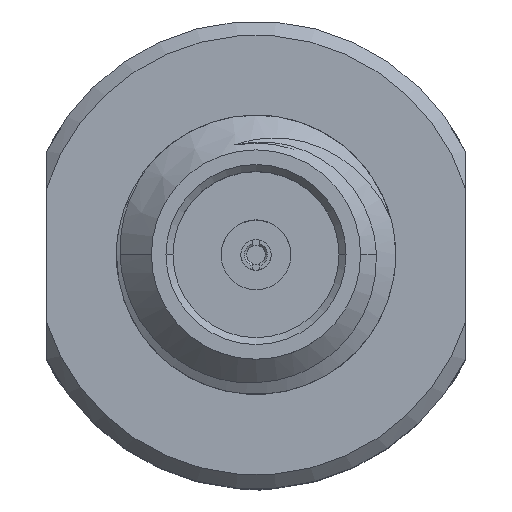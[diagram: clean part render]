
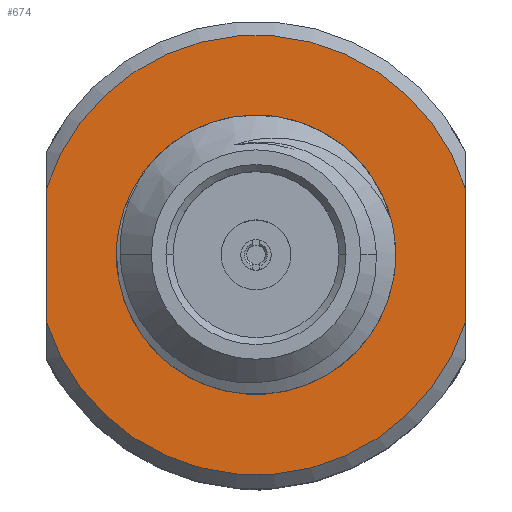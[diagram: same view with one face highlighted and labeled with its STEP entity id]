
A CAD part, top view. The second image highlights one B-rep face of the part: STEP entity #674.
In plain terms, the highlighted planar face has unit normal (0, 0, 1).
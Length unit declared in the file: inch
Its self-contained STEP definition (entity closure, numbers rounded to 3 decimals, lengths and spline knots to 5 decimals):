
#98 = CARTESIAN_POINT ( 'NONE',  ( -0.12164, -0.04033, 0.36811 ) ) ;
#105 = CARTESIAN_POINT ( 'NONE',  ( -0.00353, -0.00252, 0.36811 ) ) ;
#109 = CIRCLE ( 'NONE', #2044, 0.12402 ) ;
#160 = VERTEX_POINT ( 'NONE', #98 ) ;
#255 = FACE_OUTER_BOUND ( 'NONE', #256, .T. ) ;
#256 = EDGE_LOOP ( 'NONE', ( #1950, #3383, #2751, #2852 ) ) ;
#316 = CARTESIAN_POINT ( 'NONE',  ( -0.06258, -0.00252, 0.36811 ) ) ;
#437 = CARTESIAN_POINT ( 'NONE',  ( 0.05553, -0.00252, 0.36811 ) ) ;
#460 = VERTEX_POINT ( 'NONE', #1273 ) ;
#593 = CARTESIAN_POINT ( 'NONE',  ( 0.11458, -0.17826, 0.36811 ) ) ;
#671 = AXIS2_PLACEMENT_3D ( 'NONE', #2567, #3451, #1727 ) ;
#674 = ADVANCED_FACE ( 'NONE', ( #2037, #255 ), #1408, .T. ) ;
#836 = AXIS2_PLACEMENT_3D ( 'NONE', #3347, #1602, #3629 ) ;
#894 = DIRECTION ( 'NONE',  ( 0., 0., -1. ) ) ;
#1273 = CARTESIAN_POINT ( 'NONE',  ( 0.11458, -0.04033, 0.36811 ) ) ;
#1408 = PLANE ( 'NONE',  #671 ) ;
#1546 = AXIS2_PLACEMENT_3D ( 'NONE', #1773, #894, #2120 ) ;
#1585 = CARTESIAN_POINT ( 'NONE',  ( 0.11458, 0.03529, 0.36811 ) ) ;
#1600 = VERTEX_POINT ( 'NONE', #316 ) ;
#1602 = DIRECTION ( 'NONE',  ( 0., 0., -1. ) ) ;
#1639 = EDGE_CURVE ( 'NONE', #1600, #2729, #2396, .T. ) ;
#1657 = AXIS2_PLACEMENT_3D ( 'NONE', #105, #3508, #2074 ) ;
#1684 = DIRECTION ( 'NONE',  ( 0., -1., 0. ) ) ;
#1688 = EDGE_CURVE ( 'NONE', #460, #2731, #3253, .T. ) ;
#1727 = DIRECTION ( 'NONE',  ( 1., 0., 0. ) ) ;
#1773 = CARTESIAN_POINT ( 'NONE',  ( -0.00353, -0.00252, 0.36811 ) ) ;
#1800 = CARTESIAN_POINT ( 'NONE',  ( -0.12164, 0.03529, 0.36811 ) ) ;
#1844 = LINE ( 'NONE', #3689, #2158 ) ;
#1950 = ORIENTED_EDGE ( 'NONE', *, *, #2973, .T. ) ;
#1977 = VECTOR ( 'NONE', #3268, 39.37008 ) ;
#2037 = FACE_BOUND ( 'NONE', #2859, .T. ) ;
#2044 = AXIS2_PLACEMENT_3D ( 'NONE', #2967, #2646, #2986 ) ;
#2074 = DIRECTION ( 'NONE',  ( 1., 0., 0. ) ) ;
#2120 = DIRECTION ( 'NONE',  ( 1., 0., 0. ) ) ;
#2158 = VECTOR ( 'NONE', #1684, 39.37008 ) ;
#2303 = EDGE_CURVE ( 'NONE', #2568, #160, #1844, .T. ) ;
#2396 = CIRCLE ( 'NONE', #1546, 0.05906 ) ;
#2486 = CIRCLE ( 'NONE', #836, 0.05906 ) ;
#2567 = CARTESIAN_POINT ( 'NONE',  ( -0.00353, -0.00252, 0.36811 ) ) ;
#2568 = VERTEX_POINT ( 'NONE', #1800 ) ;
#2585 = ORIENTED_EDGE ( 'NONE', *, *, #3096, .T. ) ;
#2646 = DIRECTION ( 'NONE',  ( 0., 0., 1. ) ) ;
#2729 = VERTEX_POINT ( 'NONE', #437 ) ;
#2731 = VERTEX_POINT ( 'NONE', #1585 ) ;
#2751 = ORIENTED_EDGE ( 'NONE', *, *, #3665, .T. ) ;
#2852 = ORIENTED_EDGE ( 'NONE', *, *, #2303, .T. ) ;
#2859 = EDGE_LOOP ( 'NONE', ( #2585, #3258 ) ) ;
#2967 = CARTESIAN_POINT ( 'NONE',  ( -0.00353, -0.00252, 0.36811 ) ) ;
#2973 = EDGE_CURVE ( 'NONE', #160, #460, #109, .T. ) ;
#2986 = DIRECTION ( 'NONE',  ( 1., 0., 0. ) ) ;
#3096 = EDGE_CURVE ( 'NONE', #2729, #1600, #2486, .T. ) ;
#3253 = LINE ( 'NONE', #593, #1977 ) ;
#3258 = ORIENTED_EDGE ( 'NONE', *, *, #1639, .T. ) ;
#3268 = DIRECTION ( 'NONE',  ( 0., 1., 0. ) ) ;
#3287 = CIRCLE ( 'NONE', #1657, 0.12402 ) ;
#3347 = CARTESIAN_POINT ( 'NONE',  ( -0.00353, -0.00252, 0.36811 ) ) ;
#3383 = ORIENTED_EDGE ( 'NONE', *, *, #1688, .T. ) ;
#3451 = DIRECTION ( 'NONE',  ( 0., 0., 1. ) ) ;
#3508 = DIRECTION ( 'NONE',  ( 0., 0., 1. ) ) ;
#3629 = DIRECTION ( 'NONE',  ( 1., 0., 0. ) ) ;
#3665 = EDGE_CURVE ( 'NONE', #2731, #2568, #3287, .T. ) ;
#3689 = CARTESIAN_POINT ( 'NONE',  ( -0.12164, -0.17826, 0.36811 ) ) ;
